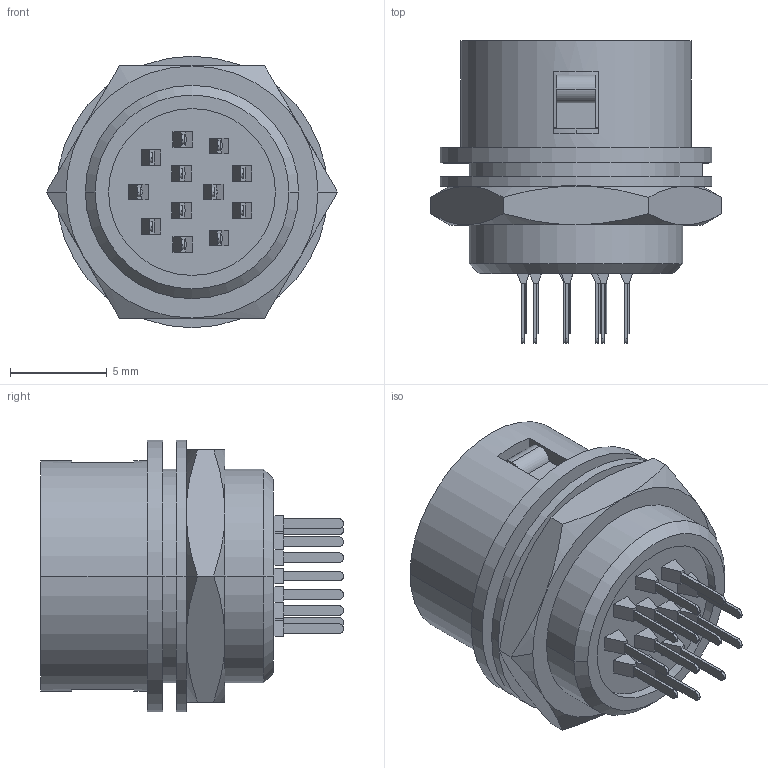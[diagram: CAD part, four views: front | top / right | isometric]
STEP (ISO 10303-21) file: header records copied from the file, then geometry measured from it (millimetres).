
FILE_DESCRIPTION(('CoCreate Modeling STEP Export'),'2;1');
FILE_NAME('HR10A-10R-12SB.stp','2009-09-26T14:28:18',(''),(''),'CoCreate Modeling STEP processor for AP214 (Solid Model)','CoCreate Modeling 16.00B 02-Dec-2008 (C) Parametric Technology GmbH','');
FILE_SCHEMA(('AUTOMOTIVE_DESIGN { 1 0 10303 214 1 1 1 1 }'));
Length unit declared in the file: millimetre
Products named in the file (1): HR10A-10R-12SB
Bounding box: 15.01 x 15.6 x 14 mm (x, y, z)
Volume: 1177.5 mm3; surface area: 1409.6 mm2
Topology: 1 solids, 2 shells, 382 faces, 977 edges, 613 vertices
Faces by surface type: plane 244, cylinder 114, cone 24
Entity records: 12056 total; most frequent: CARTESIAN_POINT 3579, ORIENTED_EDGE 1954, DIRECTION 1486, EDGE_CURVE 977, VECTOR 636, LINE 636, VERTEX_POINT 613, AXIS2_PLACEMENT_3D 425
